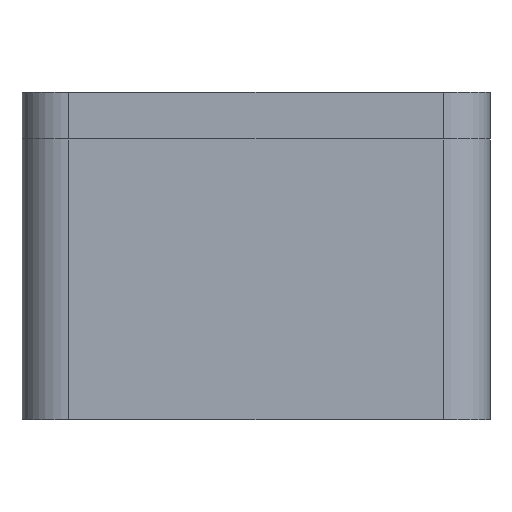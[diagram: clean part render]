
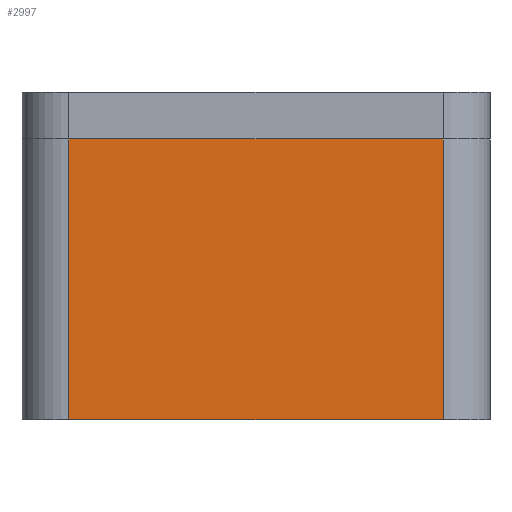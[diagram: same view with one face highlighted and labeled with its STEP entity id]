
A CAD part, front view. The second image highlights one B-rep face of the part: STEP entity #2997.
In plain terms, the highlighted planar face has unit normal (0, -1, 0).
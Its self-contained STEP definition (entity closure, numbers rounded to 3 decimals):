
#437=FACE_OUTER_BOUND('',#623,.T.);
#623=EDGE_LOOP('',(#2576,#2577,#2578,#2579));
#886=LINE('',#4979,#1156);
#899=LINE('',#5018,#1169);
#900=LINE('',#5020,#1170);
#901=LINE('',#5021,#1171);
#1156=VECTOR('',#4033,10.);
#1169=VECTOR('',#4072,10.);
#1170=VECTOR('',#4075,10.);
#1171=VECTOR('',#4076,10.);
#1432=VERTEX_POINT('',#4975);
#1434=VERTEX_POINT('',#4978);
#1446=VERTEX_POINT('',#5014);
#1447=VERTEX_POINT('',#5016);
#1824=EDGE_CURVE('',#1432,#1434,#886,.T.);
#1844=EDGE_CURVE('',#1446,#1447,#899,.T.);
#1845=EDGE_CURVE('',#1446,#1432,#900,.T.);
#1846=EDGE_CURVE('',#1434,#1447,#901,.T.);
#2576=ORIENTED_EDGE('',*,*,#1845,.F.);
#2577=ORIENTED_EDGE('',*,*,#1844,.T.);
#2578=ORIENTED_EDGE('',*,*,#1846,.F.);
#2579=ORIENTED_EDGE('',*,*,#1824,.F.);
#2847=PLANE('',#3291);
#2997=ADVANCED_FACE('',(#437),#2847,.T.);
#3291=AXIS2_PLACEMENT_3D('',#5019,#4073,#4074);
#4033=DIRECTION('',(0.,0.,1.));
#4072=DIRECTION('',(0.,0.,1.));
#4073=DIRECTION('center_axis',(0.,-1.,0.));
#4074=DIRECTION('ref_axis',(1.,0.,0.));
#4075=DIRECTION('',(-1.,0.,0.));
#4076=DIRECTION('',(1.,0.,0.));
#4975=CARTESIAN_POINT('',(-16.,-20.,-12.));
#4978=CARTESIAN_POINT('',(-16.,-20.,12.));
#4979=CARTESIAN_POINT('',(-16.,-20.,-14.));
#5014=CARTESIAN_POINT('',(16.,-20.,-12.));
#5016=CARTESIAN_POINT('',(16.,-20.,12.));
#5018=CARTESIAN_POINT('',(16.,-20.,-14.));
#5019=CARTESIAN_POINT('Origin',(-16.,-20.,-14.));
#5020=CARTESIAN_POINT('',(16.,-20.,-12.));
#5021=CARTESIAN_POINT('',(16.,-20.,12.));
